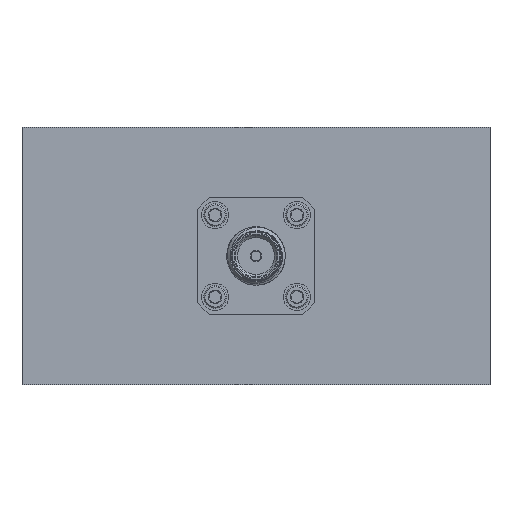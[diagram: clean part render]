
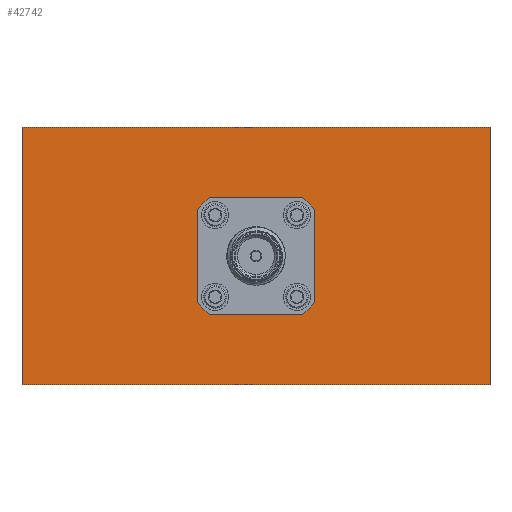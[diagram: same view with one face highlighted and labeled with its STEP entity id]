
A CAD part, left-side view. The second image highlights one B-rep face of the part: STEP entity #42742.
In plain terms, the highlighted planar face has unit normal (-1, 0, 0).
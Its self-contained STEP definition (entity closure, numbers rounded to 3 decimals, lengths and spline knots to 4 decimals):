
#71 = ORIENTED_EDGE ( 'NONE', *, *, #9727, .T. ) ;
#748 = VECTOR ( 'NONE', #26299, 39.3701 ) ;
#1102 = VERTEX_POINT ( 'NONE', #29602 ) ;
#1258 = VECTOR ( 'NONE', #29706, 39.3701 ) ;
#1370 = VERTEX_POINT ( 'NONE', #36055 ) ;
#1453 = VERTEX_POINT ( 'NONE', #49767 ) ;
#1575 = LINE ( 'NONE', #4745, #17552 ) ;
#2708 = CARTESIAN_POINT ( 'NONE',  ( -1.625, -0.25, -0.2 ) ) ;
#2818 = CARTESIAN_POINT ( 'NONE',  ( -1.625, -0.225, 0.225 ) ) ;
#3666 = VECTOR ( 'NONE', #30442, 39.3701 ) ;
#4124 = VECTOR ( 'NONE', #32803, 39.3701 ) ;
#4135 = EDGE_CURVE ( 'NONE', #1453, #48149, #40254, .T. ) ;
#4188 = AXIS2_PLACEMENT_3D ( 'NONE', #47629, #43523, #20194 ) ;
#4327 = ORIENTED_EDGE ( 'NONE', *, *, #4135, .T. ) ;
#4484 = LINE ( 'NONE', #15286, #22892 ) ;
#4720 = LINE ( 'NONE', #48613, #4124 ) ;
#4745 = CARTESIAN_POINT ( 'NONE',  ( -1.625, -0.225, -0.225 ) ) ;
#4796 = EDGE_CURVE ( 'NONE', #36782, #1102, #4720, .T. ) ;
#6642 = ORIENTED_EDGE ( 'NONE', *, *, #4796, .F. ) ;
#6757 = DIRECTION ( 'NONE',  ( 0., -1., 0. ) ) ;
#7051 = VECTOR ( 'NONE', #22940, 39.3701 ) ;
#7238 = CARTESIAN_POINT ( 'NONE',  ( -1.625, 1., 0.55 ) ) ;
#7305 = CARTESIAN_POINT ( 'NONE',  ( -1.625, -1., -0.55 ) ) ;
#8339 = VERTEX_POINT ( 'NONE', #12322 ) ;
#8844 = ORIENTED_EDGE ( 'NONE', *, *, #24577, .F. ) ;
#8861 = EDGE_CURVE ( 'NONE', #8339, #48149, #4484, .T. ) ;
#9727 = EDGE_CURVE ( 'NONE', #32545, #1370, #35736, .T. ) ;
#10046 = CARTESIAN_POINT ( 'NONE',  ( -1.625, -0.2, -0.25 ) ) ;
#11295 = CARTESIAN_POINT ( 'NONE',  ( -1.625, -0.2, 0.25 ) ) ;
#11743 = LINE ( 'NONE', #16713, #1258 ) ;
#12322 = CARTESIAN_POINT ( 'NONE',  ( -1.625, 0.25, 0.2 ) ) ;
#12820 = FACE_OUTER_BOUND ( 'NONE', #41825, .T. ) ;
#13329 = CARTESIAN_POINT ( 'NONE',  ( -1.625, -1., -0.55 ) ) ;
#15068 = DIRECTION ( 'NONE',  ( 0., 0., -1. ) ) ;
#15286 = CARTESIAN_POINT ( 'NONE',  ( -1.625, 0.25, -0.25 ) ) ;
#16012 = EDGE_CURVE ( 'NONE', #49129, #47742, #1575, .T. ) ;
#16713 = CARTESIAN_POINT ( 'NONE',  ( -1.625, -0.25, -0.25 ) ) ;
#17552 = VECTOR ( 'NONE', #20525, 39.3701 ) ;
#17660 = EDGE_LOOP ( 'NONE', ( #8844, #4327, #18951, #45976, #6642, #40147, #40878, #27062 ) ) ;
#18402 = CARTESIAN_POINT ( 'NONE',  ( -1.625, 1., 0.55 ) ) ;
#18951 = ORIENTED_EDGE ( 'NONE', *, *, #8861, .F. ) ;
#19541 = VERTEX_POINT ( 'NONE', #45325 ) ;
#19736 = DIRECTION ( 'NONE',  ( 0., -1., 0. ) ) ;
#20194 = DIRECTION ( 'NONE',  ( 0., 0., -1. ) ) ;
#20259 = LINE ( 'NONE', #2818, #3666 ) ;
#20525 = DIRECTION ( 'NONE',  ( 0., 0.707, -0.707 ) ) ;
#21776 = LINE ( 'NONE', #31340, #29729 ) ;
#22604 = VERTEX_POINT ( 'NONE', #13329 ) ;
#22753 = VECTOR ( 'NONE', #6757, 39.3701 ) ;
#22892 = VECTOR ( 'NONE', #44084, 39.3701 ) ;
#22940 = DIRECTION ( 'NONE',  ( 0., -1., 0. ) ) ;
#24577 = EDGE_CURVE ( 'NONE', #1453, #47742, #50385, .T. ) ;
#24925 = EDGE_CURVE ( 'NONE', #49129, #19541, #11743, .T. ) ;
#25159 = LINE ( 'NONE', #28285, #34981 ) ;
#25693 = LINE ( 'NONE', #35830, #31848 ) ;
#26299 = DIRECTION ( 'NONE',  ( 0., 0., -1. ) ) ;
#26963 = EDGE_CURVE ( 'NONE', #8339, #1102, #25159, .T. ) ;
#27062 = ORIENTED_EDGE ( 'NONE', *, *, #16012, .T. ) ;
#27620 = EDGE_CURVE ( 'NONE', #36782, #19541, #20259, .T. ) ;
#28285 = CARTESIAN_POINT ( 'NONE',  ( -1.625, 0.225, 0.225 ) ) ;
#29602 = CARTESIAN_POINT ( 'NONE',  ( -1.625, 0.2, 0.25 ) ) ;
#29706 = DIRECTION ( 'NONE',  ( 0., 0., 1. ) ) ;
#29729 = VECTOR ( 'NONE', #15068, 39.3701 ) ;
#29832 = VECTOR ( 'NONE', #40689, 39.3701 ) ;
#30442 = DIRECTION ( 'NONE',  ( 0., -0.707, -0.707 ) ) ;
#31146 = ORIENTED_EDGE ( 'NONE', *, *, #36691, .F. ) ;
#31340 = CARTESIAN_POINT ( 'NONE',  ( -1.625, -1., 0.55 ) ) ;
#31784 = ORIENTED_EDGE ( 'NONE', *, *, #32055, .T. ) ;
#31848 = VECTOR ( 'NONE', #19736, 39.3701 ) ;
#32055 = EDGE_CURVE ( 'NONE', #1370, #22604, #50596, .T. ) ;
#32545 = VERTEX_POINT ( 'NONE', #7238 ) ;
#32803 = DIRECTION ( 'NONE',  ( 0., 1., 0. ) ) ;
#33828 = CARTESIAN_POINT ( 'NONE',  ( -1.625, -0.25, -0.25 ) ) ;
#34981 = VECTOR ( 'NONE', #47986, 39.3701 ) ;
#35472 = FACE_BOUND ( 'NONE', #17660, .T. ) ;
#35736 = LINE ( 'NONE', #18402, #748 ) ;
#35830 = CARTESIAN_POINT ( 'NONE',  ( -1.625, -1., 0.55 ) ) ;
#36055 = CARTESIAN_POINT ( 'NONE',  ( -1.625, 1., -0.55 ) ) ;
#36691 = EDGE_CURVE ( 'NONE', #49643, #22604, #21776, .T. ) ;
#36782 = VERTEX_POINT ( 'NONE', #11295 ) ;
#36899 = CARTESIAN_POINT ( 'NONE',  ( -1.625, 0.25, -0.2 ) ) ;
#36903 = CARTESIAN_POINT ( 'NONE',  ( -1.625, 0.225, -0.225 ) ) ;
#40147 = ORIENTED_EDGE ( 'NONE', *, *, #27620, .T. ) ;
#40254 = LINE ( 'NONE', #36903, #29832 ) ;
#40689 = DIRECTION ( 'NONE',  ( 0., 0.707, 0.707 ) ) ;
#40878 = ORIENTED_EDGE ( 'NONE', *, *, #24925, .F. ) ;
#41825 = EDGE_LOOP ( 'NONE', ( #31784, #31146, #48085, #71 ) ) ;
#41884 = EDGE_CURVE ( 'NONE', #32545, #49643, #25693, .T. ) ;
#42742 = ADVANCED_FACE ( 'NONE', ( #12820, #35472 ), #43860, .F. ) ;
#43523 = DIRECTION ( 'NONE',  ( 1., 0., 0. ) ) ;
#43860 = PLANE ( 'NONE',  #4188 ) ;
#44084 = DIRECTION ( 'NONE',  ( 0., 0., -1. ) ) ;
#45325 = CARTESIAN_POINT ( 'NONE',  ( -1.625, -0.25, 0.2 ) ) ;
#45976 = ORIENTED_EDGE ( 'NONE', *, *, #26963, .T. ) ;
#47629 = CARTESIAN_POINT ( 'NONE',  ( -1.625, -1., 0.55 ) ) ;
#47742 = VERTEX_POINT ( 'NONE', #10046 ) ;
#47986 = DIRECTION ( 'NONE',  ( 0., -0.707, 0.707 ) ) ;
#48085 = ORIENTED_EDGE ( 'NONE', *, *, #41884, .F. ) ;
#48149 = VERTEX_POINT ( 'NONE', #36899 ) ;
#48613 = CARTESIAN_POINT ( 'NONE',  ( -1.625, -0.25, 0.25 ) ) ;
#49129 = VERTEX_POINT ( 'NONE', #2708 ) ;
#49643 = VERTEX_POINT ( 'NONE', #50159 ) ;
#49767 = CARTESIAN_POINT ( 'NONE',  ( -1.625, 0.2, -0.25 ) ) ;
#50159 = CARTESIAN_POINT ( 'NONE',  ( -1.625, -1., 0.55 ) ) ;
#50385 = LINE ( 'NONE', #33828, #22753 ) ;
#50596 = LINE ( 'NONE', #7305, #7051 ) ;
